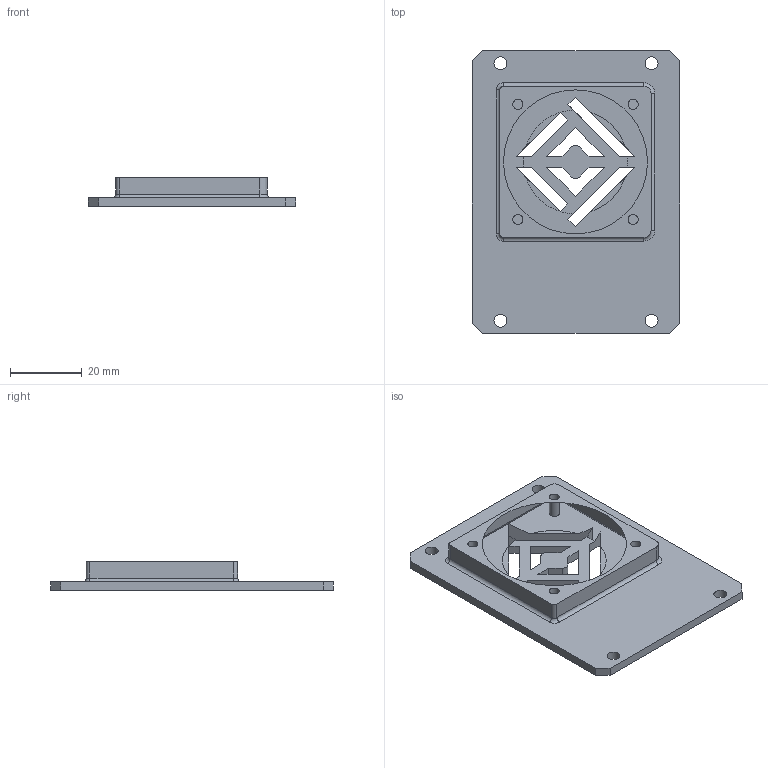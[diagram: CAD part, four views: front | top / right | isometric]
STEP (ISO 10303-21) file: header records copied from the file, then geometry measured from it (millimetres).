
FILE_DESCRIPTION(/* description */ (''),/* implementation_level */ '2;1');
FILE_NAME(/* name */ 'Side Panel - 40mm Fan - OmniBox Logo.step',/* time_stamp */ '2023-10-07T07:49:40-05:00',/* author */ (''),/* organization */ (''),/* preprocessor_version */ 'ST-DEVELOPER v20',/* originating_system */ 'Autodesk Translation Framework v12.14.0.127',/* authorisation */ '');
FILE_SCHEMA (('AUTOMOTIVE_DESIGN { 1 0 10303 214 3 1 1 }'));
Length unit declared in the file: millimetre
Products named in the file (1): Tray w 40mm Fan
Bounding box: 57.6 x 78.6 x 8 mm (x, y, z)
Volume: 14418.6 mm3; surface area: 11014.7 mm2
Topology: 1 solids, 1 shells, 73 faces, 199 edges, 130 vertices
Faces by surface type: plane 50, cylinder 18, torus 4, cone 1
Full cylindrical faces by diameter (mm): 2.8 x4, 3.6 x4
Entity records: 2356 total; most frequent: CARTESIAN_POINT 431, ORIENTED_EDGE 398, DIRECTION 381, EDGE_CURVE 199, LINE 137, VECTOR 137, VERTEX_POINT 130, AXIS2_PLACEMENT_3D 122
